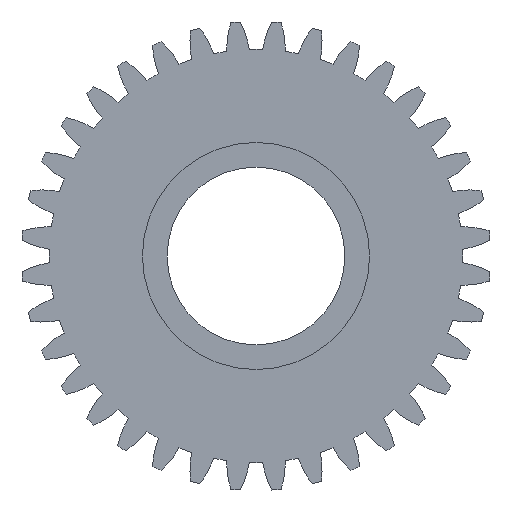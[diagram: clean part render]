
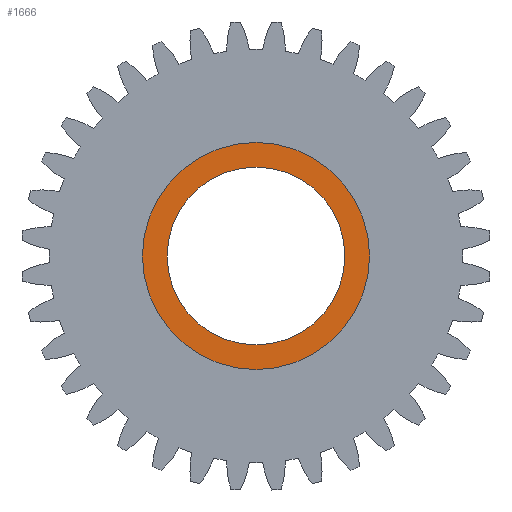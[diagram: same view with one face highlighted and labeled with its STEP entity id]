
A CAD part, left-side view. The second image highlights one B-rep face of the part: STEP entity #1666.
In plain terms, the highlighted planar face has unit normal (-1, 0, 0).
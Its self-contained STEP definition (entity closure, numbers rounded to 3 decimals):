
#90 = CIRCLE ( 'NONE', #545, 4.6 ) ;
#134 = DIRECTION ( 'NONE',  ( -1., 0., 0. ) ) ;
#141 = CARTESIAN_POINT ( 'NONE',  ( 3., 0., 3.6 ) ) ;
#173 = CARTESIAN_POINT ( 'NONE',  ( 3., 0., 0. ) ) ;
#307 = VERTEX_POINT ( 'NONE', #141 ) ;
#449 = FACE_OUTER_BOUND ( 'NONE', #2303, .T. ) ;
#545 = AXIS2_PLACEMENT_3D ( 'NONE', #173, #4009, #4441 ) ;
#668 = VERTEX_POINT ( 'NONE', #3811 ) ;
#946 = PLANE ( 'NONE',  #4606 ) ;
#1388 = CARTESIAN_POINT ( 'NONE',  ( 3., 0., 0. ) ) ;
#1417 = DIRECTION ( 'NONE',  ( 0., 0., 1. ) ) ;
#1666 = ADVANCED_FACE ( 'NONE', ( #2236, #449 ), #946, .T. ) ;
#1677 = ORIENTED_EDGE ( 'NONE', *, *, #3180, .T. ) ;
#1755 = EDGE_LOOP ( 'NONE', ( #5012, #4284 ) ) ;
#1827 = CARTESIAN_POINT ( 'NONE',  ( 3., 0., 0. ) ) ;
#1835 = CARTESIAN_POINT ( 'NONE',  ( 3., 0., 4.6 ) ) ;
#2004 = ORIENTED_EDGE ( 'NONE', *, *, #2855, .T. ) ;
#2114 = CIRCLE ( 'NONE', #3637, 3.6 ) ;
#2236 = FACE_BOUND ( 'NONE', #1755, .T. ) ;
#2291 = DIRECTION ( 'NONE',  ( -1., 0., 0. ) ) ;
#2303 = EDGE_LOOP ( 'NONE', ( #1677, #2004 ) ) ;
#2335 = CARTESIAN_POINT ( 'NONE',  ( 3., 0., 0. ) ) ;
#2645 = VERTEX_POINT ( 'NONE', #1835 ) ;
#2705 = DIRECTION ( 'NONE',  ( 0., 0., 1. ) ) ;
#2855 = EDGE_CURVE ( 'NONE', #5232, #2645, #90, .T. ) ;
#3120 = CIRCLE ( 'NONE', #3671, 4.6 ) ;
#3180 = EDGE_CURVE ( 'NONE', #2645, #5232, #3120, .T. ) ;
#3236 = CIRCLE ( 'NONE', #4512, 3.6 ) ;
#3519 = DIRECTION ( 'NONE',  ( 0., 0., 1. ) ) ;
#3637 = AXIS2_PLACEMENT_3D ( 'NONE', #1827, #2291, #2705 ) ;
#3651 = CARTESIAN_POINT ( 'NONE',  ( 3., 0., -4.6 ) ) ;
#3671 = AXIS2_PLACEMENT_3D ( 'NONE', #2335, #5345, #5307 ) ;
#3811 = CARTESIAN_POINT ( 'NONE',  ( 3., 0., -3.6 ) ) ;
#4009 = DIRECTION ( 'NONE',  ( -1., 0., 0. ) ) ;
#4162 = EDGE_CURVE ( 'NONE', #668, #307, #2114, .T. ) ;
#4168 = EDGE_CURVE ( 'NONE', #307, #668, #3236, .T. ) ;
#4284 = ORIENTED_EDGE ( 'NONE', *, *, #4162, .F. ) ;
#4373 = DIRECTION ( 'NONE',  ( -1., 0., 0. ) ) ;
#4433 = CARTESIAN_POINT ( 'NONE',  ( 3., 0., 0. ) ) ;
#4441 = DIRECTION ( 'NONE',  ( 0., 0., 1. ) ) ;
#4512 = AXIS2_PLACEMENT_3D ( 'NONE', #1388, #4373, #3519 ) ;
#4606 = AXIS2_PLACEMENT_3D ( 'NONE', #4433, #134, #1417 ) ;
#5012 = ORIENTED_EDGE ( 'NONE', *, *, #4168, .F. ) ;
#5232 = VERTEX_POINT ( 'NONE', #3651 ) ;
#5307 = DIRECTION ( 'NONE',  ( 0., 0., 1. ) ) ;
#5345 = DIRECTION ( 'NONE',  ( -1., 0., 0. ) ) ;
